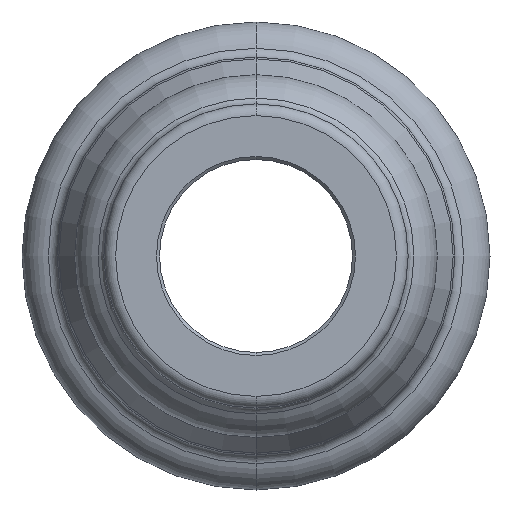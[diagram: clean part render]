
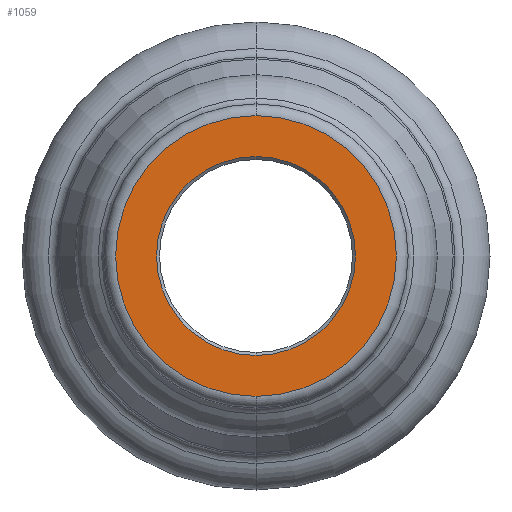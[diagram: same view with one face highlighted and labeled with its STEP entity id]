
A CAD part, front view. The second image highlights one B-rep face of the part: STEP entity #1059.
In plain terms, the highlighted planar face has unit normal (0, -1, 0).
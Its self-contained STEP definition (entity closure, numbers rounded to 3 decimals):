
#27 = AXIS2_PLACEMENT_3D ( 'NONE', #858, #852, #847 ) ;
#47 = ORIENTED_EDGE ( 'NONE', *, *, #1121, .T. ) ;
#103 = CARTESIAN_POINT ( 'NONE',  ( 0., -33.5, 0. ) ) ;
#192 = CARTESIAN_POINT ( 'NONE',  ( 0., -33.5, -8.5 ) ) ;
#216 = VERTEX_POINT ( 'NONE', #192 ) ;
#230 = DIRECTION ( 'NONE',  ( 0., 0., -1. ) ) ;
#303 = AXIS2_PLACEMENT_3D ( 'NONE', #1008, #352, #1112 ) ;
#352 = DIRECTION ( 'NONE',  ( 0., -1., 0. ) ) ;
#374 = ORIENTED_EDGE ( 'NONE', *, *, #1179, .T. ) ;
#384 = AXIS2_PLACEMENT_3D ( 'NONE', #103, #919, #230 ) ;
#453 = CARTESIAN_POINT ( 'NONE',  ( 0., -33.5, 8.5 ) ) ;
#456 = DIRECTION ( 'NONE',  ( 0., 1., 0. ) ) ;
#459 = EDGE_CURVE ( 'NONE', #1164, #610, #729, .T. ) ;
#501 = CARTESIAN_POINT ( 'NONE',  ( 0., -33.5, 0. ) ) ;
#536 = FACE_BOUND ( 'NONE', #1189, .T. ) ;
#610 = VERTEX_POINT ( 'NONE', #652 ) ;
#623 = DIRECTION ( 'NONE',  ( 0., 0., -1. ) ) ;
#652 = CARTESIAN_POINT ( 'NONE',  ( 0., -33.5, -12. ) ) ;
#662 = CIRCLE ( 'NONE', #384, 8.5 ) ;
#729 = CIRCLE ( 'NONE', #27, 12. ) ;
#760 = ORIENTED_EDGE ( 'NONE', *, *, #459, .T. ) ;
#768 = CIRCLE ( 'NONE', #1250, 8.5 ) ;
#796 = AXIS2_PLACEMENT_3D ( 'NONE', #501, #1230, #623 ) ;
#847 = DIRECTION ( 'NONE',  ( 0., 0., -1. ) ) ;
#852 = DIRECTION ( 'NONE',  ( 0., -1., 0. ) ) ;
#858 = CARTESIAN_POINT ( 'NONE',  ( 0., -33.5, 0. ) ) ;
#919 = DIRECTION ( 'NONE',  ( 0., 1., 0. ) ) ;
#953 = ORIENTED_EDGE ( 'NONE', *, *, #1192, .T. ) ;
#1006 = EDGE_LOOP ( 'NONE', ( #374, #760 ) ) ;
#1008 = CARTESIAN_POINT ( 'NONE',  ( 0., -33.5, 0. ) ) ;
#1059 = ADVANCED_FACE ( 'NONE', ( #536, #1124 ), #1138, .T. ) ;
#1097 = CARTESIAN_POINT ( 'NONE',  ( 0., -33.5, 0. ) ) ;
#1112 = DIRECTION ( 'NONE',  ( 0., 0., -1. ) ) ;
#1121 = EDGE_CURVE ( 'NONE', #216, #1331, #768, .T. ) ;
#1124 = FACE_OUTER_BOUND ( 'NONE', #1006, .T. ) ;
#1138 = PLANE ( 'NONE',  #796 ) ;
#1164 = VERTEX_POINT ( 'NONE', #1198 ) ;
#1179 = EDGE_CURVE ( 'NONE', #610, #1164, #1201, .T. ) ;
#1189 = EDGE_LOOP ( 'NONE', ( #47, #953 ) ) ;
#1191 = DIRECTION ( 'NONE',  ( 0., 0., -1. ) ) ;
#1192 = EDGE_CURVE ( 'NONE', #1331, #216, #662, .T. ) ;
#1198 = CARTESIAN_POINT ( 'NONE',  ( 0., -33.5, 12. ) ) ;
#1201 = CIRCLE ( 'NONE', #303, 12. ) ;
#1230 = DIRECTION ( 'NONE',  ( 0., -1., 0. ) ) ;
#1250 = AXIS2_PLACEMENT_3D ( 'NONE', #1097, #456, #1191 ) ;
#1331 = VERTEX_POINT ( 'NONE', #453 ) ;
